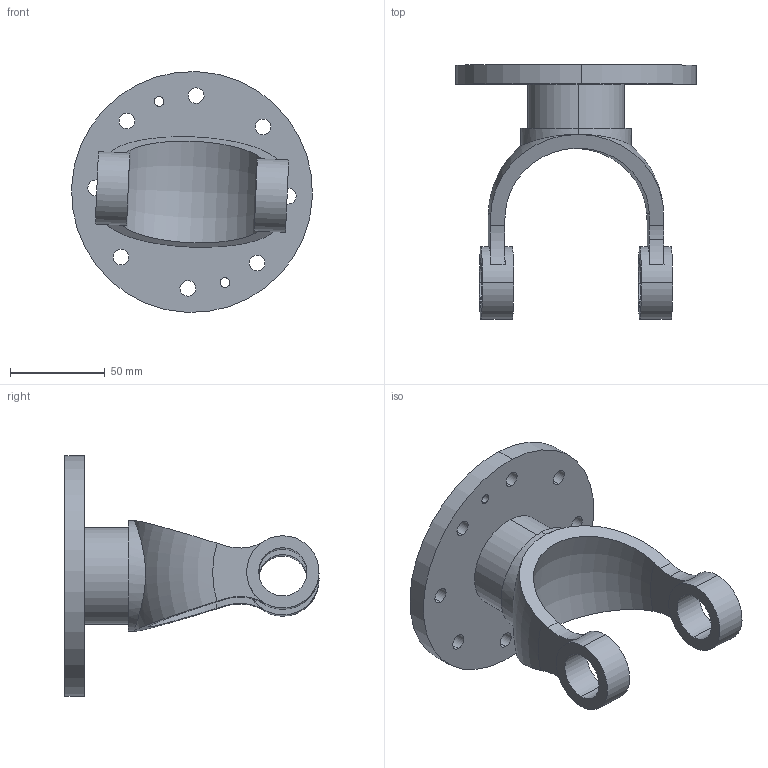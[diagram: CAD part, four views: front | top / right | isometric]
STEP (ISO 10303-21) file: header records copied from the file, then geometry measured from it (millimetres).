
FILE_DESCRIPTION (( 'STEP AP203' ), '1' );
FILE_NAME ('RearAxleUJoint_Primary.STEP', '2023-07-27T05:57:26', ( '' ), ( '' ), 'SwSTEP 2.0', 'SolidWorks 2021', '' );
FILE_SCHEMA (( 'CONFIG_CONTROL_DESIGN' ));
Length unit declared in the file: centimetre
Products named in the file (5): Part 76-2; U Joint _1_-1; Gearbox _1_; RearAxleUJoint_Primary; Rear Axle Assembly _1_
Assembly tree (4 placements, depth 5):
  RearAxleUJoint_Primary
    Rear Axle Assembly _1_
      Gearbox _1_
        U Joint _1_-1
          Part 76-2
Bounding box: 126.88 x 133.86 x 126.88 mm (x, y, z)
Volume: 228747.1 mm3; surface area: 60079.1 mm2
Topology: 1 solids, 1 shells, 65 faces, 164 edges, 108 vertices
Faces by surface type: cylinder 46, plane 16, torus 3
Entity records: 2717 total; most frequent: CARTESIAN_POINT 475, DIRECTION 416, ORIENTED_EDGE 328, AXIS2_PLACEMENT_3D 179, EDGE_CURVE 164, VERTEX_POINT 108, CIRCLE 104, EDGE_LOOP 96
